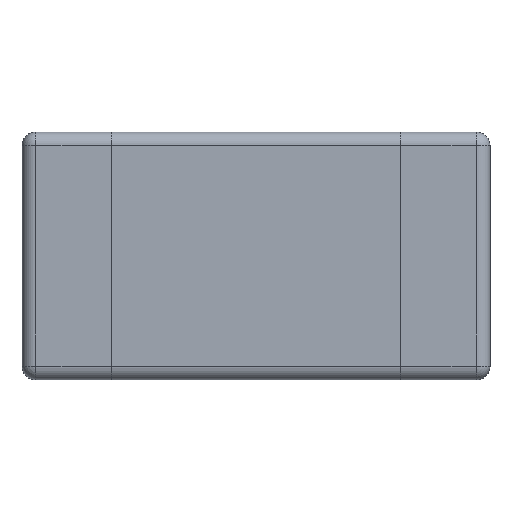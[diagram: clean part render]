
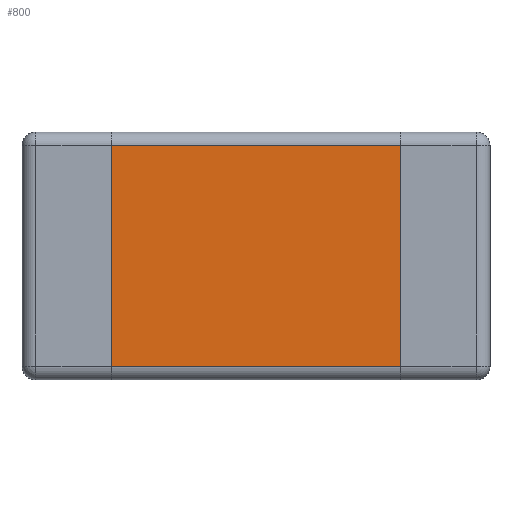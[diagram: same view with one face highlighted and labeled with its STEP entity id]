
A CAD part, top view. The second image highlights one B-rep face of the part: STEP entity #800.
In plain terms, the highlighted planar face has unit normal (0, 0, 1).
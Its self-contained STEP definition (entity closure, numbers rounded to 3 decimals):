
#553=CARTESIAN_POINT('',(-1.05,-0.8,0.65));
#554=VERTEX_POINT('',#553);
#562=CARTESIAN_POINT('',(-1.05,0.8,0.65));
#563=VERTEX_POINT('',#562);
#564=CARTESIAN_POINT('',(-1.05,0.8,0.65));
#565=DIRECTION('',(0.0,-1.0,0.0));
#566=VECTOR('',#565,1.6);
#567=LINE('',#564,#566);
#568=EDGE_CURVE('',#554,#563,#567,.F.);
#643=CARTESIAN_POINT('',(1.05,-0.8,0.65));
#644=VERTEX_POINT('',#643);
#652=CARTESIAN_POINT('',(1.05,-0.8,0.65));
#653=DIRECTION('',(-1.0,0.0,0.0));
#654=VECTOR('',#653,2.1);
#655=LINE('',#652,#654);
#656=EDGE_CURVE('',#644,#554,#655,.T.);
#666=CARTESIAN_POINT('',(1.05,0.8,0.65));
#667=VERTEX_POINT('',#666);
#684=CARTESIAN_POINT('',(-1.05,0.8,0.65));
#685=DIRECTION('',(1.0,0.0,0.0));
#686=VECTOR('',#685,2.1);
#687=LINE('',#684,#686);
#688=EDGE_CURVE('',#563,#667,#687,.T.);
#784=CARTESIAN_POINT('',(0.,0.,0.65));
#785=DIRECTION('',(0.0,0.0,1.0));
#786=DIRECTION('',(1.0,0.0,0.0));
#787=AXIS2_PLACEMENT_3D('',#784,#785,#786);
#788=PLANE('',#787);
#789=ORIENTED_EDGE('',*,*,#656,.F.);
#790=CARTESIAN_POINT('',(1.05,-0.8,0.65));
#791=DIRECTION('',(0.0,1.0,0.0));
#792=VECTOR('',#791,1.6);
#793=LINE('',#790,#792);
#794=EDGE_CURVE('',#667,#644,#793,.F.);
#795=ORIENTED_EDGE('',*,*,#794,.F.);
#796=ORIENTED_EDGE('',*,*,#688,.F.);
#797=ORIENTED_EDGE('',*,*,#568,.F.);
#798=EDGE_LOOP('',(#789,#795,#796,#797));
#799=FACE_OUTER_BOUND('',#798,.T.);
#800=ADVANCED_FACE('',(#799),#788,.T.);
